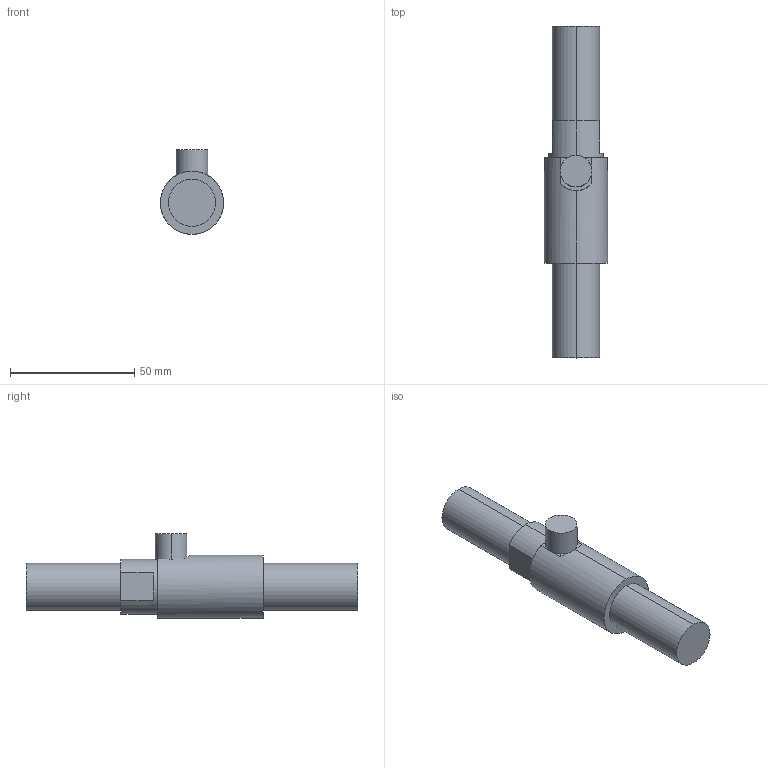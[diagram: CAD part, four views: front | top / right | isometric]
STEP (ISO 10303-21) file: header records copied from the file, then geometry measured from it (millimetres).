
FILE_DESCRIPTION (( 'STEP AP214' ), '1' );
FILE_NAME ('LC-03.STEP', '2009-07-21T18:29:21', ( 'Hypercyl' ), ( 'Hypercyl' ), 'SwSTEP 2.0', 'SolidWorks 2004231', '' );
FILE_SCHEMA (( 'AUTOMOTIVE_DESIGN' ));
Length unit declared in the file: inch
Products named in the file (1): LC-03
Bounding box: 25.4 x 133.35 x 34.04 mm (x, y, z)
Volume: 49381.3 mm3; surface area: 10348 mm2
Topology: 1 solids, 1 shells, 28 faces, 64 edges, 40 vertices
Faces by surface type: plane 17, cylinder 11
Entity records: 848 total; most frequent: CARTESIAN_POINT 161, DIRECTION 153, ORIENTED_EDGE 128, EDGE_CURVE 64, AXIS2_PLACEMENT_3D 62, VERTEX_POINT 40, CIRCLE 33, EDGE_LOOP 30
